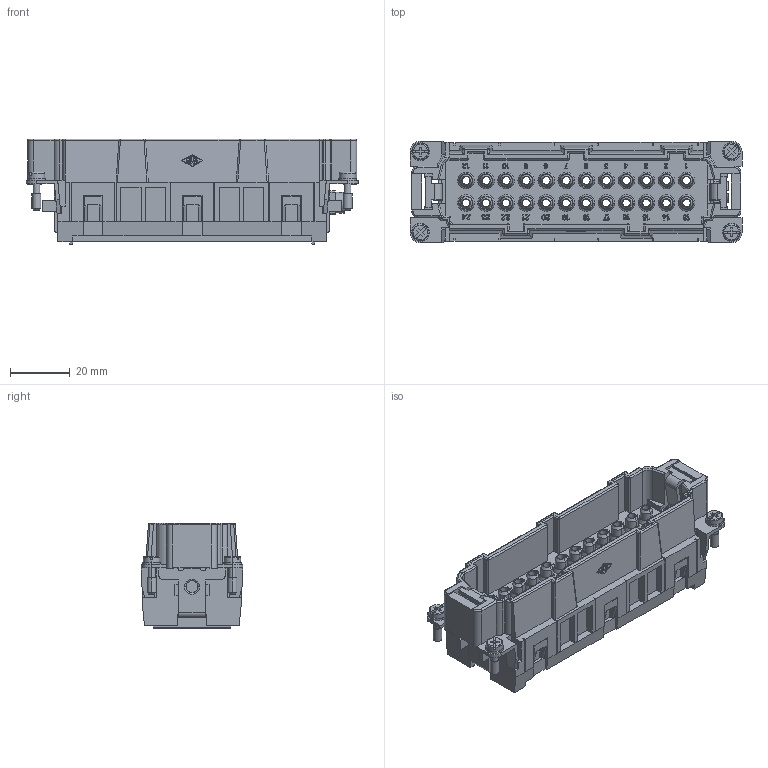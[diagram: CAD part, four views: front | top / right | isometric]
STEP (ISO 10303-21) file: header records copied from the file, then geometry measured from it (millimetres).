
FILE_DESCRIPTION(('Creo Elements/Direct Modeling STEP Export'),'2;1');
FILE_NAME('CCEM 24.stp','2013-11-14T11:59:10',(''),(''),'Creo Elements/Direct Modeling STEP processor for AP214 (Solid Model)','Creo Elements/Direct Modeling 18.0B 02-Dec-2011 (C) Parametric Technology GmbH','');
FILE_SCHEMA(('AUTOMOTIVE_DESIGN { 1 0 10303 214 1 1 1 1 }'));
Products named in the file (2): CCEM_24
Assembly tree (1 placements, depth 2):
  CCEM_24
    CCEM_24
Bounding box: 111 x 34 x 35.4 mm (x, y, z)
Volume: 55805.9 mm3; surface area: 36714.8 mm2
Topology: 1 solids, 2 shells, 4651 faces, 13117 edges, 8638 vertices
Faces by surface type: plane 3961, cylinder 393, cone 200, torus 75, sphere 22
Entity records: 157422 total; most frequent: CARTESIAN_POINT 26730, ORIENTED_EDGE 26190, DIRECTION 22171, EDGE_CURVE 13095, VECTOR 11669, LINE 11669, VERTEX_POINT 8638, AXIS2_PLACEMENT_3D 5251
